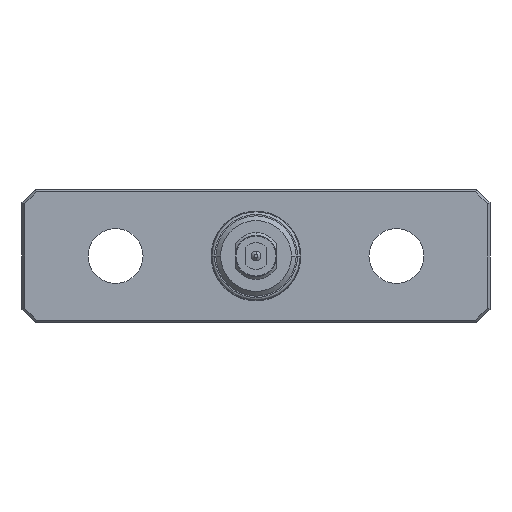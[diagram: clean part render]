
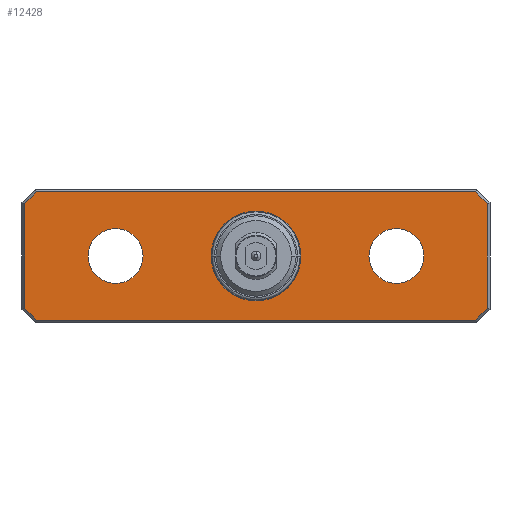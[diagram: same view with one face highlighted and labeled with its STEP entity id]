
A CAD part, front view. The second image highlights one B-rep face of the part: STEP entity #12428.
In plain terms, the highlighted planar face has unit normal (0, -1, 0).
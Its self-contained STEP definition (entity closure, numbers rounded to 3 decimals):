
#273 = DIRECTION ( 'NONE',  ( 0., 1., 0. ) ) ;
#973 = VERTEX_POINT ( 'NONE', #15079 ) ;
#1144 = VERTEX_POINT ( 'NONE', #4305 ) ;
#1257 = CARTESIAN_POINT ( 'NONE',  ( 12.55, -29., 0. ) ) ;
#1259 = CARTESIAN_POINT ( 'NONE',  ( -3.357, -29., 0. ) ) ;
#1539 = AXIS2_PLACEMENT_3D ( 'NONE', #12516, #2496, #14143 ) ;
#1909 = VERTEX_POINT ( 'NONE', #17636 ) ;
#2402 = DIRECTION ( 'NONE',  ( 1., 0., 0. ) ) ;
#2496 = DIRECTION ( 'NONE',  ( 0., 1., 0. ) ) ;
#2893 = DIRECTION ( 'NONE',  ( -1., 0., 0. ) ) ;
#3034 = CIRCLE ( 'NONE', #11837, 2.05 ) ;
#3148 = LINE ( 'NONE', #14543, #17037 ) ;
#3245 = CARTESIAN_POINT ( 'NONE',  ( -17.359, -29., 3.859 ) ) ;
#3531 = DIRECTION ( 'NONE',  ( 1., 0., 0. ) ) ;
#3648 = FACE_BOUND ( 'NONE', #20689, .T. ) ;
#3804 = CARTESIAN_POINT ( 'NONE',  ( 0., -29., 4.8 ) ) ;
#3870 = VERTEX_POINT ( 'NONE', #16750 ) ;
#3925 = LINE ( 'NONE', #3804, #10074 ) ;
#4226 = ORIENTED_EDGE ( 'NONE', *, *, #17721, .T. ) ;
#4242 = CIRCLE ( 'NONE', #14622, 2.05 ) ;
#4299 = EDGE_LOOP ( 'NONE', ( #24240, #16931, #4226, #20497, #10528, #11029, #10555, #24221 ) ) ;
#4305 = CARTESIAN_POINT ( 'NONE',  ( 3.357, -29., 0. ) ) ;
#4453 = VERTEX_POINT ( 'NONE', #7939 ) ;
#4688 = CARTESIAN_POINT ( 'NONE',  ( -10.5, -29., 0. ) ) ;
#4704 = CARTESIAN_POINT ( 'NONE',  ( 17.3, -29., -3.917 ) ) ;
#4847 = EDGE_CURVE ( 'Defeature ausgef�hrt2_27+Defeature ausgef�hrt2_23+Defeature ausgef�hrt2_24+Defeature ausgef�hrt2_22', #22701, #9810, #9300, .T. ) ;
#4965 = CARTESIAN_POINT ( 'NONE',  ( 16.5, -29., -4.8 ) ) ;
#5085 = EDGE_CURVE ( 'Defeature ausgef�hrt2_27+Defeature ausgef�hrt2_22+Defeature ausgef�hrt2_23+Defeature ausgef�hrt2_21', #9810, #19847, #8531, .T. ) ;
#5446 = VERTEX_POINT ( 'NONE', #13917 ) ;
#5849 = LINE ( 'NONE', #7601, #11463 ) ;
#6012 = ORIENTED_EDGE ( 'NONE', *, *, #10601, .T. ) ;
#6144 = DIRECTION ( 'NONE',  ( 1., 0., 0. ) ) ;
#6308 = LINE ( 'NONE', #10449, #9343 ) ;
#6398 = EDGE_CURVE ( 'Defeature ausgef�hrt2_27+Defeature ausgef�hrt2_754+Defeature ausgef�hrt2_754+Defeature ausgef�hrt2_754', #973, #3870, #3034, .T. ) ;
#6553 = EDGE_CURVE ( 'Defeature ausgef�hrt2_27+Defeature ausgef�hrt2_755+Defeature ausgef�hrt2_755+Defeature ausgef�hrt2_755', #7320, #5446, #4242, .T. ) ;
#6634 = ORIENTED_EDGE ( 'NONE', *, *, #8371, .T. ) ;
#6652 = VERTEX_POINT ( 'NONE', #11795 ) ;
#6654 = VECTOR ( 'NONE', #12275, 1000. ) ;
#6871 = EDGE_CURVE ( 'Defeature ausgef�hrt2_27+Defeature ausgef�hrt2_21+Defeature ausgef�hrt2_22+Defeature ausgef�hrt2_20', #19847, #6652, #3148, .T. ) ;
#7320 = VERTEX_POINT ( 'NONE', #1257 ) ;
#7346 = VECTOR ( 'NONE', #20133, 1000. ) ;
#7449 = EDGE_CURVE ( 'Defeature ausgef�hrt2_27+Defeature ausgef�hrt2_25+Defeature ausgef�hrt2_26+Defeature ausgef�hrt2_24', #4453, #24085, #5849, .T. ) ;
#7523 = DIRECTION ( 'NONE',  ( 1., 0., 0. ) ) ;
#7601 = CARTESIAN_POINT ( 'NONE',  ( -16.359, -29., -4.859 ) ) ;
#7939 = CARTESIAN_POINT ( 'NONE',  ( -17.3, -29., -3.917 ) ) ;
#8012 = DIRECTION ( 'NONE',  ( 0., 1., 0. ) ) ;
#8371 = EDGE_CURVE ( 'Defeature ausgef�hrt2_27+Defeature ausgef�hrt2_3+Defeature ausgef�hrt2_3+Defeature ausgef�hrt2_3', #8646, #1144, #12326, .T. ) ;
#8531 = LINE ( 'NONE', #14171, #17774 ) ;
#8646 = VERTEX_POINT ( 'NONE', #1259 ) ;
#9300 = LINE ( 'NONE', #16939, #11755 ) ;
#9343 = VECTOR ( 'NONE', #10580, 1000. ) ;
#9550 = DIRECTION ( 'NONE',  ( -1., 0., 0. ) ) ;
#9810 = VERTEX_POINT ( 'NONE', #4704 ) ;
#9934 = CIRCLE ( 'NONE', #21576, 2.05 ) ;
#10074 = VECTOR ( 'NONE', #9550, 1000. ) ;
#10449 = CARTESIAN_POINT ( 'NONE',  ( -17.3, -29., 0. ) ) ;
#10528 = ORIENTED_EDGE ( 'NONE', *, *, #5085, .T. ) ;
#10555 = ORIENTED_EDGE ( 'NONE', *, *, #20179, .T. ) ;
#10580 = DIRECTION ( 'NONE',  ( 0., 0., -1. ) ) ;
#10601 = EDGE_CURVE ( 'Defeature ausgef�hrt2_27+Defeature ausgef�hrt2_754+Defeature ausgef�hrt2_754+Defeature ausgef�hrt2_754', #3870, #973, #9934, .T. ) ;
#10726 = EDGE_CURVE ( 'Defeature ausgef�hrt2_27+Defeature ausgef�hrt2_3+Defeature ausgef�hrt2_3+Defeature ausgef�hrt2_3', #1144, #8646, #15520, .T. ) ;
#10842 = VERTEX_POINT ( 'NONE', #12779 ) ;
#11029 = ORIENTED_EDGE ( 'NONE', *, *, #6871, .T. ) ;
#11281 = PLANE ( 'NONE',  #14584 ) ;
#11463 = VECTOR ( 'NONE', #23146, 1000. ) ;
#11538 = CARTESIAN_POINT ( 'NONE',  ( -10.5, -29., 0. ) ) ;
#11544 = DIRECTION ( 'NONE',  ( 0., 1., 0. ) ) ;
#11755 = VECTOR ( 'NONE', #23331, 1000. ) ;
#11795 = CARTESIAN_POINT ( 'NONE',  ( 16.417, -29., 4.8 ) ) ;
#11837 = AXIS2_PLACEMENT_3D ( 'NONE', #4688, #18093, #14326 ) ;
#12275 = DIRECTION ( 'NONE',  ( -0.707, 0., -0.707 ) ) ;
#12326 = CIRCLE ( 'NONE', #1539, 3.357 ) ;
#12428 = ADVANCED_FACE ( 'Defeature ausgef�hrt2_27', ( #3648, #13166, #20823, #13524 ), #11281, .F. ) ;
#12481 = ORIENTED_EDGE ( 'NONE', *, *, #12484, .T. ) ;
#12484 = EDGE_CURVE ( 'Defeature ausgef�hrt2_27+Defeature ausgef�hrt2_755+Defeature ausgef�hrt2_755+Defeature ausgef�hrt2_755', #5446, #7320, #16161, .T. ) ;
#12516 = CARTESIAN_POINT ( 'NONE',  ( 0., -29., 0. ) ) ;
#12779 = CARTESIAN_POINT ( 'NONE',  ( -17.3, -29., 3.917 ) ) ;
#13166 = FACE_BOUND ( 'NONE', #16492, .T. ) ;
#13524 = FACE_OUTER_BOUND ( 'NONE', #4299, .T. ) ;
#13917 = CARTESIAN_POINT ( 'NONE',  ( 8.45, -29., 0. ) ) ;
#14143 = DIRECTION ( 'NONE',  ( -1., 0., 0. ) ) ;
#14171 = CARTESIAN_POINT ( 'NONE',  ( 17.3, -29., 4. ) ) ;
#14326 = DIRECTION ( 'NONE',  ( 1., 0., 0. ) ) ;
#14399 = AXIS2_PLACEMENT_3D ( 'NONE', #18052, #8012, #2893 ) ;
#14543 = CARTESIAN_POINT ( 'NONE',  ( 16.359, -29., 4.859 ) ) ;
#14584 = AXIS2_PLACEMENT_3D ( 'NONE', #17049, #24715, #7523 ) ;
#14622 = AXIS2_PLACEMENT_3D ( 'NONE', #15421, #11544, #2402 ) ;
#15079 = CARTESIAN_POINT ( 'NONE',  ( -8.45, -29., 0. ) ) ;
#15421 = CARTESIAN_POINT ( 'NONE',  ( 10.5, -29., 0. ) ) ;
#15520 = CIRCLE ( 'NONE', #14399, 3.357 ) ;
#16161 = CIRCLE ( 'NONE', #24593, 2.05 ) ;
#16492 = EDGE_LOOP ( 'NONE', ( #6012, #21482 ) ) ;
#16750 = CARTESIAN_POINT ( 'NONE',  ( -12.55, -29., 0. ) ) ;
#16931 = ORIENTED_EDGE ( 'NONE', *, *, #7449, .T. ) ;
#16939 = CARTESIAN_POINT ( 'NONE',  ( 17.359, -29., -3.859 ) ) ;
#17037 = VECTOR ( 'NONE', #20693, 1000. ) ;
#17049 = CARTESIAN_POINT ( 'NONE',  ( 0., -29., 0. ) ) ;
#17636 = CARTESIAN_POINT ( 'NONE',  ( -16.417, -29., 4.8 ) ) ;
#17721 = EDGE_CURVE ( 'Defeature ausgef�hrt2_27+Defeature ausgef�hrt2_24+Defeature ausgef�hrt2_25+Defeature ausgef�hrt2_23', #24085, #22701, #22141, .T. ) ;
#17774 = VECTOR ( 'NONE', #17938, 1000. ) ;
#17938 = DIRECTION ( 'NONE',  ( 0., 0., 1. ) ) ;
#18052 = CARTESIAN_POINT ( 'NONE',  ( 0., -29., 0. ) ) ;
#18060 = EDGE_CURVE ( 'Defeature ausgef�hrt2_27+Defeature ausgef�hrt2_26+Defeature ausgef�hrt2_19+Defeature ausgef�hrt2_25', #10842, #4453, #6308, .T. ) ;
#18093 = DIRECTION ( 'NONE',  ( 0., 1., 0. ) ) ;
#18580 = EDGE_LOOP ( 'NONE', ( #6634, #20975 ) ) ;
#19158 = CARTESIAN_POINT ( 'NONE',  ( -16.417, -29., -4.8 ) ) ;
#19196 = DIRECTION ( 'NONE',  ( 0., 1., 0. ) ) ;
#19847 = VERTEX_POINT ( 'NONE', #21280 ) ;
#20133 = DIRECTION ( 'NONE',  ( 1., 0., 0. ) ) ;
#20179 = EDGE_CURVE ( 'Defeature ausgef�hrt2_27+Defeature ausgef�hrt2_20+Defeature ausgef�hrt2_21+Defeature ausgef�hrt2_19', #6652, #1909, #3925, .T. ) ;
#20411 = LINE ( 'NONE', #3245, #6654 ) ;
#20497 = ORIENTED_EDGE ( 'NONE', *, *, #4847, .T. ) ;
#20689 = EDGE_LOOP ( 'NONE', ( #12481, #22750 ) ) ;
#20693 = DIRECTION ( 'NONE',  ( -0.707, 0., 0.707 ) ) ;
#20823 = FACE_BOUND ( 'NONE', #18580, .T. ) ;
#20869 = EDGE_CURVE ( 'Defeature ausgef�hrt2_27+Defeature ausgef�hrt2_19+Defeature ausgef�hrt2_20+Defeature ausgef�hrt2_26', #1909, #10842, #20411, .T. ) ;
#20975 = ORIENTED_EDGE ( 'NONE', *, *, #10726, .T. ) ;
#21074 = CARTESIAN_POINT ( 'NONE',  ( 10.5, -29., 0. ) ) ;
#21280 = CARTESIAN_POINT ( 'NONE',  ( 17.3, -29., 3.917 ) ) ;
#21482 = ORIENTED_EDGE ( 'NONE', *, *, #6398, .T. ) ;
#21576 = AXIS2_PLACEMENT_3D ( 'NONE', #11538, #19196, #6144 ) ;
#22141 = LINE ( 'NONE', #4965, #7346 ) ;
#22187 = CARTESIAN_POINT ( 'NONE',  ( 16.417, -29., -4.8 ) ) ;
#22701 = VERTEX_POINT ( 'NONE', #22187 ) ;
#22750 = ORIENTED_EDGE ( 'NONE', *, *, #6553, .T. ) ;
#23146 = DIRECTION ( 'NONE',  ( 0.707, 0., -0.707 ) ) ;
#23331 = DIRECTION ( 'NONE',  ( 0.707, 0., 0.707 ) ) ;
#24085 = VERTEX_POINT ( 'NONE', #19158 ) ;
#24221 = ORIENTED_EDGE ( 'NONE', *, *, #20869, .T. ) ;
#24240 = ORIENTED_EDGE ( 'NONE', *, *, #18060, .T. ) ;
#24593 = AXIS2_PLACEMENT_3D ( 'NONE', #21074, #273, #3531 ) ;
#24715 = DIRECTION ( 'NONE',  ( 0., 1., 0. ) ) ;
